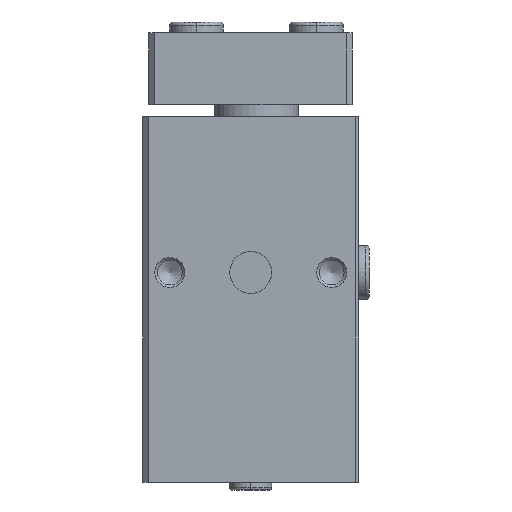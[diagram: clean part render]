
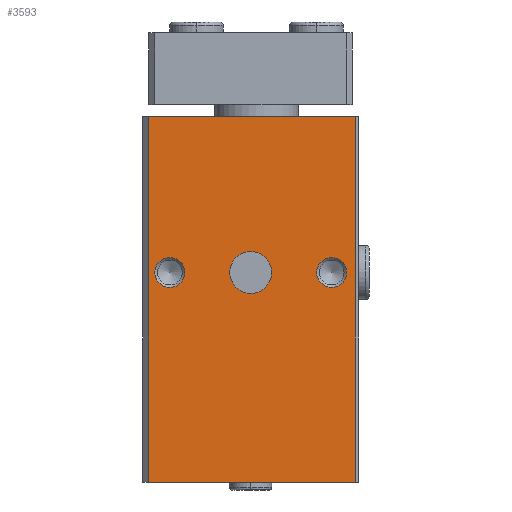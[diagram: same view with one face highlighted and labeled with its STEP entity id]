
A CAD part, left-side view. The second image highlights one B-rep face of the part: STEP entity #3593.
In plain terms, the highlighted face is planar.
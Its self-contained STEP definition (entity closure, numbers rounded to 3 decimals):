
#254=LINE('',#5686,#460);
#255=LINE('',#5689,#461);
#256=LINE('',#5691,#462);
#257=LINE('',#5693,#463);
#460=VECTOR('',#4447,1000.);
#461=VECTOR('',#4448,1000.);
#462=VECTOR('',#4449,1000.);
#463=VECTOR('',#4450,1000.);
#670=ORIENTED_EDGE('',*,*,#1628,.T.);
#671=ORIENTED_EDGE('',*,*,#1629,.T.);
#672=ORIENTED_EDGE('',*,*,#1630,.T.);
#673=ORIENTED_EDGE('',*,*,#1631,.F.);
#674=ORIENTED_EDGE('',*,*,#1632,.F.);
#675=ORIENTED_EDGE('',*,*,#1633,.T.);
#676=ORIENTED_EDGE('',*,*,#1634,.T.);
#1628=EDGE_CURVE('',#2107,#2107,#2462,.T.);
#1629=EDGE_CURVE('',#2108,#2108,#2463,.T.);
#1630=EDGE_CURVE('',#2109,#2109,#2464,.T.);
#1631=EDGE_CURVE('',#2110,#2111,#254,.T.);
#1632=EDGE_CURVE('',#2112,#2110,#255,.T.);
#1633=EDGE_CURVE('',#2112,#2113,#256,.T.);
#1634=EDGE_CURVE('',#2113,#2111,#257,.T.);
#2107=VERTEX_POINT('',#5681);
#2108=VERTEX_POINT('',#5683);
#2109=VERTEX_POINT('',#5685);
#2110=VERTEX_POINT('',#5687);
#2111=VERTEX_POINT('',#5688);
#2112=VERTEX_POINT('',#5690);
#2113=VERTEX_POINT('',#5692);
#2462=CIRCLE('',#3907,3.5);
#2463=CIRCLE('',#3908,2.5);
#2464=CIRCLE('',#3909,2.5);
#2718=EDGE_LOOP('',(#670));
#2719=EDGE_LOOP('',(#671));
#2720=EDGE_LOOP('',(#672));
#2721=EDGE_LOOP('',(#673,#674,#675,#676));
#3104=FACE_BOUND('',#2718,.T.);
#3105=FACE_BOUND('',#2719,.T.);
#3106=FACE_BOUND('',#2720,.T.);
#3107=FACE_BOUND('',#2721,.T.);
#3492=PLANE('',#3906);
#3593=ADVANCED_FACE('',(#3104,#3105,#3106,#3107),#3492,.T.);
#3906=AXIS2_PLACEMENT_3D('',#5679,#4439,#4440);
#3907=AXIS2_PLACEMENT_3D('',#5680,#4441,#4442);
#3908=AXIS2_PLACEMENT_3D('',#5682,#4443,#4444);
#3909=AXIS2_PLACEMENT_3D('',#5684,#4445,#4446);
#4439=DIRECTION('',(0.,0.,1.));
#4440=DIRECTION('',(1.,0.,0.));
#4441=DIRECTION('',(0.,0.,-1.));
#4442=DIRECTION('',(-1.,0.,0.));
#4443=DIRECTION('',(0.,0.,-1.));
#4444=DIRECTION('',(0.,1.,0.));
#4445=DIRECTION('',(0.,0.,-1.));
#4446=DIRECTION('',(-1.,0.,0.));
#4447=DIRECTION('',(0.,-1.,0.));
#4448=DIRECTION('',(1.,0.,0.));
#4449=DIRECTION('',(0.,-1.,0.));
#4450=DIRECTION('',(1.,0.,0.));
#5679=CARTESIAN_POINT('',(-61.,19.,41.5));
#5680=CARTESIAN_POINT('',(-26.,0.95,41.5));
#5681=CARTESIAN_POINT('',(-29.5,0.95,41.5));
#5682=CARTESIAN_POINT('',(-26.,14.45,41.5));
#5683=CARTESIAN_POINT('',(-26.,16.95,41.5));
#5684=CARTESIAN_POINT('',(-26.,-12.55,41.5));
#5685=CARTESIAN_POINT('',(-28.5,-12.55,41.5));
#5686=CARTESIAN_POINT('',(0.,19.,41.5));
#5687=CARTESIAN_POINT('',(0.,18.,41.5));
#5688=CARTESIAN_POINT('',(0.,-16.5,41.5));
#5689=CARTESIAN_POINT('',(-61.,18.,41.5));
#5690=CARTESIAN_POINT('',(-61.,18.,41.5));
#5691=CARTESIAN_POINT('',(-61.,19.,41.5));
#5692=CARTESIAN_POINT('',(-61.,-16.5,41.5));
#5693=CARTESIAN_POINT('',(-61.,-16.5,41.5));
